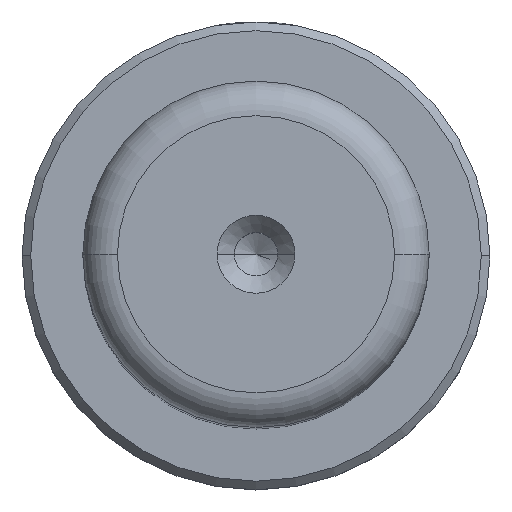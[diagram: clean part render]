
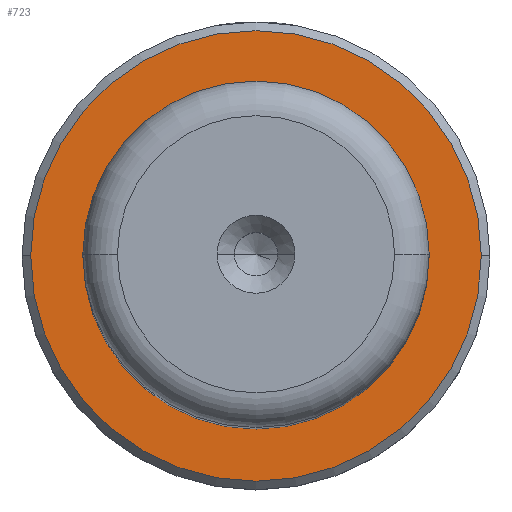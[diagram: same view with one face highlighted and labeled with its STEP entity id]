
A CAD part, top view. The second image highlights one B-rep face of the part: STEP entity #723.
In plain terms, the highlighted planar face has unit normal (0, 0, 1).
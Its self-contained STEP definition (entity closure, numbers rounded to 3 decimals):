
#1 = CARTESIAN_POINT ( 'NONE',  ( 13., 0., 18. ) ) ;
#142 = VERTEX_POINT ( 'NONE', #1954 ) ;
#156 = CARTESIAN_POINT ( 'NONE',  ( -9.495, 0., 18. ) ) ;
#233 = VERTEX_POINT ( 'NONE', #1293 ) ;
#292 = EDGE_LOOP ( 'NONE', ( #772, #1370 ) ) ;
#313 = DIRECTION ( 'NONE',  ( 0., 0., 1. ) ) ;
#328 = FACE_BOUND ( 'NONE', #292, .T. ) ;
#382 = DIRECTION ( 'NONE',  ( 1., 0., 0. ) ) ;
#429 = CIRCLE ( 'NONE', #911, 9.495 ) ;
#484 = DIRECTION ( 'NONE',  ( 0., 0., -1. ) ) ;
#594 = EDGE_CURVE ( 'NONE', #142, #1276, #1550, .T. ) ;
#723 = ADVANCED_FACE ( 'NONE', ( #2046, #328 ), #1656, .T. ) ;
#730 = EDGE_CURVE ( 'NONE', #1276, #142, #1676, .T. ) ;
#772 = ORIENTED_EDGE ( 'NONE', *, *, #1271, .T. ) ;
#787 = AXIS2_PLACEMENT_3D ( 'NONE', #1287, #1325, #1280 ) ;
#863 = CARTESIAN_POINT ( 'NONE',  ( 0., 0., 18. ) ) ;
#911 = AXIS2_PLACEMENT_3D ( 'NONE', #1441, #484, #1600 ) ;
#1019 = CARTESIAN_POINT ( 'NONE',  ( 0., 0., 18. ) ) ;
#1024 = DIRECTION ( 'NONE',  ( 1., 0., 0. ) ) ;
#1244 = EDGE_CURVE ( 'NONE', #233, #2018, #1917, .T. ) ;
#1271 = EDGE_CURVE ( 'NONE', #2018, #233, #429, .T. ) ;
#1276 = VERTEX_POINT ( 'NONE', #1 ) ;
#1280 = DIRECTION ( 'NONE',  ( -1., 0., 0. ) ) ;
#1287 = CARTESIAN_POINT ( 'NONE',  ( 0., 0., 18. ) ) ;
#1288 = CARTESIAN_POINT ( 'NONE',  ( 0., 0., 18. ) ) ;
#1293 = CARTESIAN_POINT ( 'NONE',  ( 9.495, 0., 18. ) ) ;
#1325 = DIRECTION ( 'NONE',  ( 0., 0., -1. ) ) ;
#1347 = DIRECTION ( 'NONE',  ( 0., 0., 1. ) ) ;
#1357 = EDGE_LOOP ( 'NONE', ( #2070, #1877 ) ) ;
#1370 = ORIENTED_EDGE ( 'NONE', *, *, #1244, .T. ) ;
#1413 = AXIS2_PLACEMENT_3D ( 'NONE', #863, #1989, #1024 ) ;
#1441 = CARTESIAN_POINT ( 'NONE',  ( 0., 0., 18. ) ) ;
#1442 = DIRECTION ( 'NONE',  ( 1., 0., 0. ) ) ;
#1533 = AXIS2_PLACEMENT_3D ( 'NONE', #1019, #1347, #382 ) ;
#1550 = CIRCLE ( 'NONE', #1809, 13. ) ;
#1600 = DIRECTION ( 'NONE',  ( -1., 0., 0. ) ) ;
#1656 = PLANE ( 'NONE',  #1533 ) ;
#1676 = CIRCLE ( 'NONE', #1413, 13. ) ;
#1809 = AXIS2_PLACEMENT_3D ( 'NONE', #1288, #313, #1442 ) ;
#1877 = ORIENTED_EDGE ( 'NONE', *, *, #730, .T. ) ;
#1917 = CIRCLE ( 'NONE', #787, 9.495 ) ;
#1954 = CARTESIAN_POINT ( 'NONE',  ( -13., 0., 18. ) ) ;
#1989 = DIRECTION ( 'NONE',  ( 0., 0., 1. ) ) ;
#2018 = VERTEX_POINT ( 'NONE', #156 ) ;
#2046 = FACE_OUTER_BOUND ( 'NONE', #1357, .T. ) ;
#2070 = ORIENTED_EDGE ( 'NONE', *, *, #594, .T. ) ;
